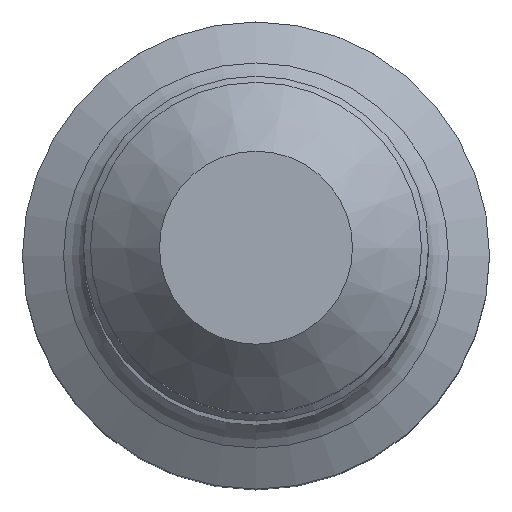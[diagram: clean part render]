
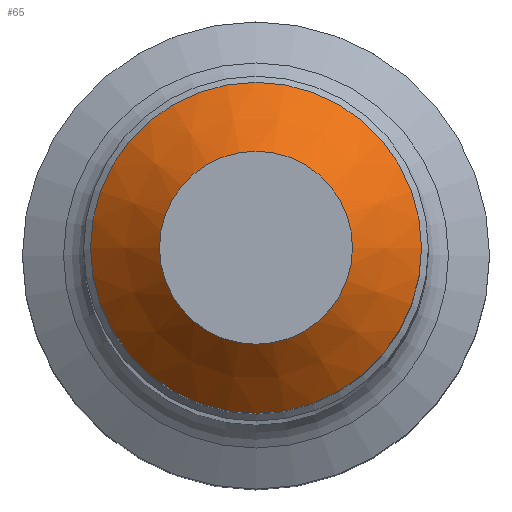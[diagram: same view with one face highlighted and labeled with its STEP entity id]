
A CAD part, top view. The second image highlights one B-rep face of the part: STEP entity #65.
In plain terms, the highlighted conical face has half-angle 45 degrees and reference radius 1.68 mm.
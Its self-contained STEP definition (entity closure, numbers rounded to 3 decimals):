
#51=CONICAL_SURFACE('',#274,1.68,45.);
#65=ADVANCED_FACE('',(#92,#93),#51,.T.);
#92=FACE_BOUND('',#121,.T.);
#93=FACE_BOUND('',#122,.T.);
#121=EDGE_LOOP('',(#151));
#122=EDGE_LOOP('',(#152));
#151=ORIENTED_EDGE('',*,*,#191,.F.);
#152=ORIENTED_EDGE('',*,*,#192,.T.);
#175=VERTEX_POINT('',#412);
#176=VERTEX_POINT('',#415);
#191=EDGE_CURVE('',#175,#175,#206,.T.);
#192=EDGE_CURVE('',#176,#176,#207,.T.);
#206=CIRCLE('',#271,1.68);
#207=CIRCLE('',#273,2.88);
#271=AXIS2_PLACEMENT_3D('',#411,#324,#325);
#273=AXIS2_PLACEMENT_3D('',#414,#328,#329);
#274=AXIS2_PLACEMENT_3D('',#416,#330,#331);
#324=DIRECTION('',(0.,0.,1.));
#325=DIRECTION('',(1.,0.,0.));
#328=DIRECTION('',(0.,0.,1.));
#329=DIRECTION('',(-1.,0.,0.));
#330=DIRECTION('',(0.,0.,-1.));
#331=DIRECTION('',(-1.,0.,0.));
#411=CARTESIAN_POINT('',(0.,0.,0.));
#412=CARTESIAN_POINT('',(1.68,0.,0.));
#414=CARTESIAN_POINT('',(0.,0.,-1.2));
#415=CARTESIAN_POINT('',(-2.88,0.,-1.2));
#416=CARTESIAN_POINT('',(0.,0.,0.));
